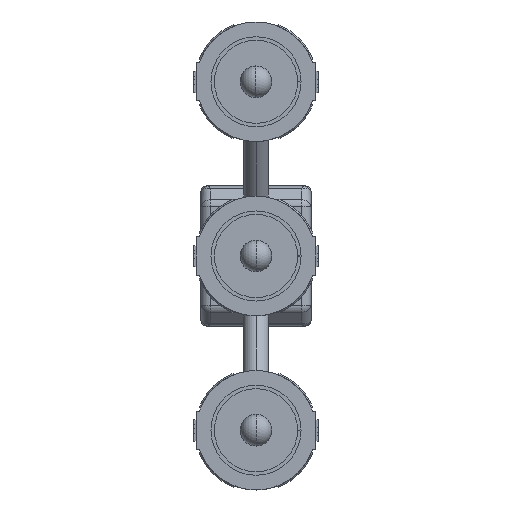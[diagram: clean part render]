
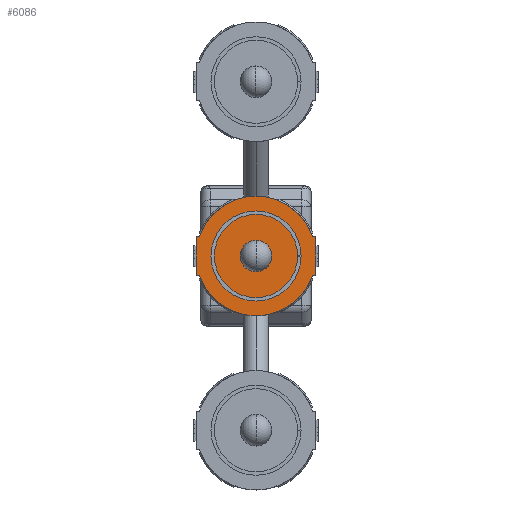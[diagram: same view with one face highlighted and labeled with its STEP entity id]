
A CAD part, front view. The second image highlights one B-rep face of the part: STEP entity #6086.
In plain terms, the highlighted face is planar.
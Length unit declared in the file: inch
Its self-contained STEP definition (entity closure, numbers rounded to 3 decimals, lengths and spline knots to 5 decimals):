
#513 = AXIS2_PLACEMENT_3D ( 'NONE', #14118, #23095, #4987 ) ;
#540 = CARTESIAN_POINT ( 'NONE',  ( 1.35, -0.235, 0.075 ) ) ;
#3313 = CARTESIAN_POINT ( 'NONE',  ( 1.35, 0.235, -0.075 ) ) ;
#4036 = CARTESIAN_POINT ( 'NONE',  ( 1.35, 0.235, 0.075 ) ) ;
#4230 = VERTEX_POINT ( 'NONE', #22421 ) ;
#4655 = ORIENTED_EDGE ( 'NONE', *, *, #38103, .T. ) ;
#4888 = CARTESIAN_POINT ( 'NONE',  ( 1.35, 0., 0. ) ) ;
#4987 = DIRECTION ( 'NONE',  ( 0., 0., 1. ) ) ;
#5442 = ORIENTED_EDGE ( 'NONE', *, *, #20421, .T. ) ;
#5855 = CARTESIAN_POINT ( 'NONE',  ( 1.35, 0.235, 0.075 ) ) ;
#6054 = DIRECTION ( 'NONE',  ( 0., 0., 1. ) ) ;
#6086 = ADVANCED_FACE ( 'NONE', ( #19257 ), #29468, .F. ) ;
#7379 = ORIENTED_EDGE ( 'NONE', *, *, #27654, .F. ) ;
#7642 = CARTESIAN_POINT ( 'NONE',  ( 1.35, 0.235, -0.075 ) ) ;
#8201 = LINE ( 'NONE', #16631, #13887 ) ;
#8450 = CARTESIAN_POINT ( 'NONE',  ( 1.35, 0., 0.235 ) ) ;
#8712 = VERTEX_POINT ( 'NONE', #13552 ) ;
#9623 = EDGE_CURVE ( 'NONE', #26525, #15870, #17127, .T. ) ;
#9922 = DIRECTION ( 'NONE',  ( 0., 0., 1. ) ) ;
#10240 = DIRECTION ( 'NONE',  ( 0., -1., 0. ) ) ;
#13298 = ORIENTED_EDGE ( 'NONE', *, *, #24869, .F. ) ;
#13477 = VERTEX_POINT ( 'NONE', #7642 ) ;
#13552 = CARTESIAN_POINT ( 'NONE',  ( 1.35, -0.22271, 0.075 ) ) ;
#13887 = VECTOR ( 'NONE', #13969, 39.37008 ) ;
#13969 = DIRECTION ( 'NONE',  ( 0., -1., 0. ) ) ;
#14118 = CARTESIAN_POINT ( 'NONE',  ( 1.35, 0.235, 0. ) ) ;
#15129 = VECTOR ( 'NONE', #27314, 39.37008 ) ;
#15469 = CARTESIAN_POINT ( 'NONE',  ( 1.35, 0., 0. ) ) ;
#15870 = VERTEX_POINT ( 'NONE', #17896 ) ;
#15986 = EDGE_CURVE ( 'NONE', #24516, #4230, #25799, .T. ) ;
#16522 = ORIENTED_EDGE ( 'NONE', *, *, #35632, .F. ) ;
#16631 = CARTESIAN_POINT ( 'NONE',  ( 1.35, 0.235, -0.075 ) ) ;
#16646 = LINE ( 'NONE', #4036, #24675 ) ;
#17127 = CIRCLE ( 'NONE', #19609, 0.235 ) ;
#17896 = CARTESIAN_POINT ( 'NONE',  ( 1.35, -0.22271, -0.075 ) ) ;
#18644 = EDGE_LOOP ( 'NONE', ( #4655, #5442, #28939, #19947, #16522, #7379, #36292, #13298, #30278 ) ) ;
#18774 = CARTESIAN_POINT ( 'NONE',  ( 1.35, 0.22271, -0.075 ) ) ;
#19257 = FACE_OUTER_BOUND ( 'NONE', #18644, .T. ) ;
#19460 = VECTOR ( 'NONE', #28221, 39.37008 ) ;
#19609 = AXIS2_PLACEMENT_3D ( 'NONE', #4888, #26053, #6054 ) ;
#19947 = ORIENTED_EDGE ( 'NONE', *, *, #9623, .F. ) ;
#20336 = CARTESIAN_POINT ( 'NONE',  ( 1.35, -0.235, -0.075 ) ) ;
#20421 = EDGE_CURVE ( 'NONE', #30322, #30061, #30769, .T. ) ;
#20845 = LINE ( 'NONE', #39180, #19460 ) ;
#21120 = EDGE_CURVE ( 'NONE', #15870, #30061, #34477, .T. ) ;
#21301 = CARTESIAN_POINT ( 'NONE',  ( 1.35, -0.235, -0.075 ) ) ;
#21489 = DIRECTION ( 'NONE',  ( -1., 0., 0. ) ) ;
#21542 = CARTESIAN_POINT ( 'NONE',  ( 1.35, 0., 0. ) ) ;
#22421 = CARTESIAN_POINT ( 'NONE',  ( 1.35, 0.22271, 0.075 ) ) ;
#23095 = DIRECTION ( 'NONE',  ( -1., 0., 0. ) ) ;
#24420 = EDGE_CURVE ( 'NONE', #8712, #30538, #33315, .T. ) ;
#24475 = DIRECTION ( 'NONE',  ( 0., -1., 0. ) ) ;
#24516 = VERTEX_POINT ( 'NONE', #36928 ) ;
#24675 = VECTOR ( 'NONE', #10240, 39.37008 ) ;
#24869 = EDGE_CURVE ( 'NONE', #30538, #4230, #31867, .T. ) ;
#25016 = DIRECTION ( 'NONE',  ( -1., 0., 0. ) ) ;
#25799 = LINE ( 'NONE', #5855, #36208 ) ;
#26053 = DIRECTION ( 'NONE',  ( -1., 0., 0. ) ) ;
#26525 = VERTEX_POINT ( 'NONE', #18774 ) ;
#27314 = DIRECTION ( 'NONE',  ( 0., 0., -1. ) ) ;
#27618 = DIRECTION ( 'NONE',  ( 0., 0., 1. ) ) ;
#27654 = EDGE_CURVE ( 'NONE', #24516, #13477, #20845, .T. ) ;
#28221 = DIRECTION ( 'NONE',  ( 0., 0., -1. ) ) ;
#28564 = DIRECTION ( 'NONE',  ( 0., -1., 0. ) ) ;
#28939 = ORIENTED_EDGE ( 'NONE', *, *, #21120, .F. ) ;
#29468 = PLANE ( 'NONE',  #513 ) ;
#30061 = VERTEX_POINT ( 'NONE', #20336 ) ;
#30278 = ORIENTED_EDGE ( 'NONE', *, *, #24420, .F. ) ;
#30322 = VERTEX_POINT ( 'NONE', #540 ) ;
#30538 = VERTEX_POINT ( 'NONE', #8450 ) ;
#30769 = LINE ( 'NONE', #21301, #15129 ) ;
#31867 = CIRCLE ( 'NONE', #33330, 0.235 ) ;
#33315 = CIRCLE ( 'NONE', #37376, 0.235 ) ;
#33330 = AXIS2_PLACEMENT_3D ( 'NONE', #15469, #21489, #27618 ) ;
#34477 = LINE ( 'NONE', #3313, #35841 ) ;
#35632 = EDGE_CURVE ( 'NONE', #13477, #26525, #8201, .T. ) ;
#35841 = VECTOR ( 'NONE', #24475, 39.37008 ) ;
#36208 = VECTOR ( 'NONE', #28564, 39.37008 ) ;
#36292 = ORIENTED_EDGE ( 'NONE', *, *, #15986, .T. ) ;
#36928 = CARTESIAN_POINT ( 'NONE',  ( 1.35, 0.235, 0.075 ) ) ;
#37376 = AXIS2_PLACEMENT_3D ( 'NONE', #21542, #25016, #9922 ) ;
#38103 = EDGE_CURVE ( 'NONE', #8712, #30322, #16646, .T. ) ;
#39180 = CARTESIAN_POINT ( 'NONE',  ( 1.35, 0.235, -0.075 ) ) ;
